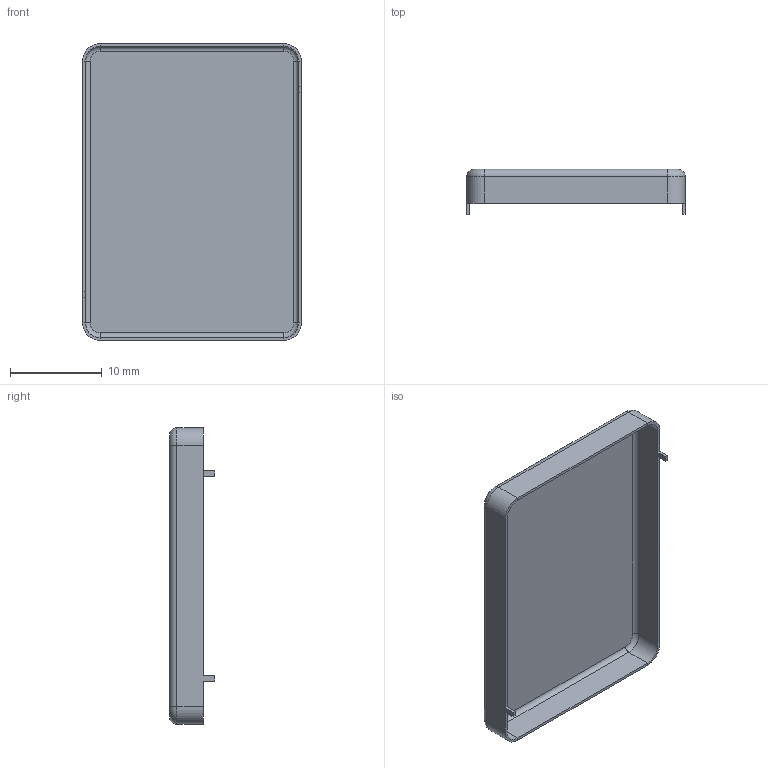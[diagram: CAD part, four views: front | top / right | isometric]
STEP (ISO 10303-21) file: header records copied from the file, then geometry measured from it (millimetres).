
FILE_DESCRIPTION (( 'STEP AP203' ), '1' );
FILE_NAME ('MS323-10S.step', '2020-11-12T09:18:54', ( '' ), ( '' ), 'SwSTEP 2.0', 'SolidWorks 2018', '' );
FILE_SCHEMA (( 'CONFIG_CONTROL_DESIGN' ));
Length unit declared in the file: millimetre
Products named in the file (1): MS323-10S
Bounding box: 23.8 x 4.9 x 32.3 mm (x, y, z)
Volume: 331.2 mm3; surface area: 2241.9 mm2
Topology: 1 solids, 1 shells, 50 faces, 112 edges, 64 vertices
Faces by surface type: plane 26, cylinder 16, torus 8
Entity records: 1437 total; most frequent: DIRECTION 254, CARTESIAN_POINT 227, ORIENTED_EDGE 224, EDGE_CURVE 112, AXIS2_PLACEMENT_3D 91, VECTOR 72, LINE 72, VERTEX_POINT 64
